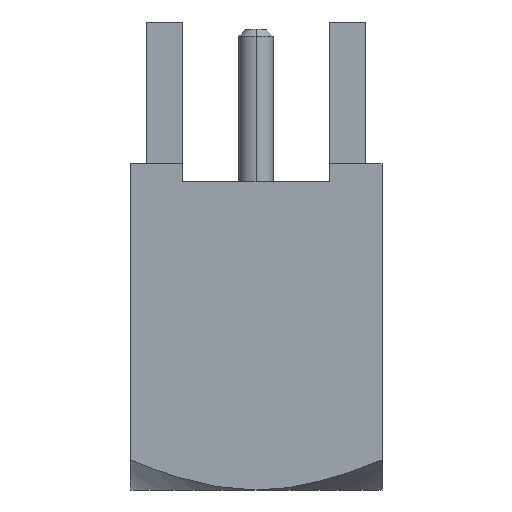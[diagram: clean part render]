
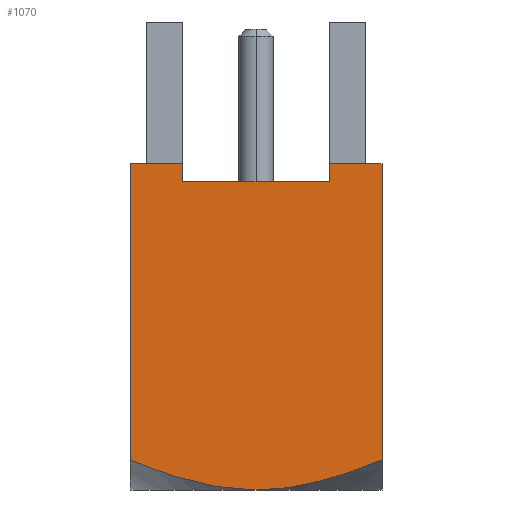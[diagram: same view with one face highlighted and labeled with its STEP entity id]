
A CAD part, front view. The second image highlights one B-rep face of the part: STEP entity #1070.
In plain terms, the highlighted planar face has unit normal (0, -1, 0).
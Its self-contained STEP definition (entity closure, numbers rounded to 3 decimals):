
#44=CARTESIAN_POINT('',(3.5,-3.5,0.837));
#45=CARTESIAN_POINT('',(3.312,-3.5,0.76));
#46=CARTESIAN_POINT('',(2.953,-3.5,0.62));
#47=CARTESIAN_POINT('',(2.476,-3.5,0.452));
#48=CARTESIAN_POINT('',(2.036,-3.5,0.314));
#49=CARTESIAN_POINT('',(1.617,-3.5,0.202));
#50=CARTESIAN_POINT('',(1.21,-3.5,0.114));
#51=CARTESIAN_POINT('',(0.807,-3.5,0.049));
#52=CARTESIAN_POINT('',(0.404,-3.5,0.009));
#53=CARTESIAN_POINT('',(0.135,-3.5,0.));
#54=CARTESIAN_POINT('',(0.,-3.5,0.));
#56=CARTESIAN_POINT('',(0.,-3.5,0.));
#57=CARTESIAN_POINT('',(-0.137,-3.5,0.));
#58=CARTESIAN_POINT('',(-0.411,-3.5,0.009));
#59=CARTESIAN_POINT('',(-0.82,-3.5,0.05));
#60=CARTESIAN_POINT('',(-1.227,-3.5,0.117));
#61=CARTESIAN_POINT('',(-1.636,-3.5,0.206));
#62=CARTESIAN_POINT('',(-2.055,-3.5,0.319));
#63=CARTESIAN_POINT('',(-2.493,-3.5,0.457));
#64=CARTESIAN_POINT('',(-2.963,-3.5,0.624));
#65=CARTESIAN_POINT('',(-3.316,-3.5,0.762));
#66=CARTESIAN_POINT('',(-3.5,-3.5,0.837));
#68=DIRECTION('',(0.,0.,1.));
#69=VECTOR('',#68,0.5);
#70=CARTESIAN_POINT('',(2.03,-3.5,8.56));
#71=LINE('',#70,#69);
#72=DIRECTION('',(0.,0.,-1.));
#73=VECTOR('',#72,8.223);
#74=CARTESIAN_POINT('',(3.5,-3.5,9.06));
#75=LINE('',#74,#73);
#109=DIRECTION('',(0.,0.,-1.));
#110=VECTOR('',#109,8.223);
#111=CARTESIAN_POINT('',(-3.5,-3.5,9.06));
#112=LINE('',#111,#110);
#227=DIRECTION('',(1.,0.,0.));
#228=VECTOR('',#227,4.06);
#229=CARTESIAN_POINT('',(-2.03,-3.5,8.56));
#230=LINE('',#229,#228);
#305=DIRECTION('',(1.,0.,0.));
#306=VECTOR('',#305,1.47);
#307=CARTESIAN_POINT('',(2.03,-3.5,9.06));
#308=LINE('',#307,#306);
#345=DIRECTION('',(0.,0.,1.));
#346=VECTOR('',#345,0.5);
#347=CARTESIAN_POINT('',(-2.03,-3.5,8.56));
#348=LINE('',#347,#346);
#361=DIRECTION('',(1.,0.,0.));
#362=VECTOR('',#361,1.47);
#363=CARTESIAN_POINT('',(-3.5,-3.5,9.06));
#364=LINE('',#363,#362);
#777=CARTESIAN_POINT('',(3.5,-3.5,9.06));
#779=VERTEX_POINT('',#777);
#781=CARTESIAN_POINT('',(2.03,-3.5,9.06));
#782=VERTEX_POINT('',#781);
#783=CARTESIAN_POINT('',(-3.5,-3.5,9.06));
#784=CARTESIAN_POINT('',(-2.03,-3.5,9.06));
#785=VERTEX_POINT('',#783);
#786=VERTEX_POINT('',#784);
#805=CARTESIAN_POINT('',(2.03,-3.5,8.56));
#806=VERTEX_POINT('',#805);
#807=CARTESIAN_POINT('',(-2.03,-3.5,8.56));
#809=VERTEX_POINT('',#807);
#882=CARTESIAN_POINT('',(0.,-3.5,0.));
#884=VERTEX_POINT('',#882);
#889=VERTEX_POINT('',#44);
#890=VERTEX_POINT('',#66);
#1047=CARTESIAN_POINT('',(-3.5,-3.5,0.));
#1048=DIRECTION('',(0.,-1.,0.));
#1049=DIRECTION('',(1.,0.,0.));
#1050=AXIS2_PLACEMENT_3D('',#1047,#1048,#1049);
#1051=PLANE('',#1050);
#1052=ORIENTED_EDGE('',*,*,#1041,.T.);
#1054=ORIENTED_EDGE('',*,*,#1053,.T.);
#1056=ORIENTED_EDGE('',*,*,#1055,.F.);
#1058=ORIENTED_EDGE('',*,*,#1057,.T.);
#1060=ORIENTED_EDGE('',*,*,#1059,.F.);
#1062=ORIENTED_EDGE('',*,*,#1061,.T.);
#1064=ORIENTED_EDGE('',*,*,#1063,.T.);
#1066=ORIENTED_EDGE('',*,*,#1065,.T.);
#1067=ORIENTED_EDGE('',*,*,#1018,.T.);
#1068=EDGE_LOOP('',(#1052,#1054,#1056,#1058,#1060,#1062,#1064,#1066,#1067));
#1069=FACE_OUTER_BOUND('',#1068,.F.);
#1070=ADVANCED_FACE('',(#1069),#1051,.T.);
#55=B_SPLINE_CURVE_WITH_KNOTS('',3,(#44,#45,#46,#47,#48,#49,#50,#51,#52,#53,
#54),.UNSPECIFIED.,.F.,.F.,(4,1,1,1,1,1,1,1,4),(0.,0.125,0.25,0.375,
0.5,0.625,0.75,0.875,1.),.UNSPECIFIED.);
#67=B_SPLINE_CURVE_WITH_KNOTS('',3,(#56,#57,#58,#59,#60,#61,#62,#63,#64,#65,
#66),.UNSPECIFIED.,.F.,.F.,(4,1,1,1,1,1,1,1,4),(0.,0.125,0.25,0.375,
0.5,0.625,0.75,0.875,1.),.UNSPECIFIED.);
#1018=EDGE_CURVE('',#779,#889,#75,.T.);
#1041=EDGE_CURVE('',#889,#884,#55,.T.);
#1053=EDGE_CURVE('',#884,#890,#67,.T.);
#1055=EDGE_CURVE('',#785,#890,#112,.T.);
#1057=EDGE_CURVE('',#785,#786,#364,.T.);
#1059=EDGE_CURVE('',#809,#786,#348,.T.);
#1061=EDGE_CURVE('',#809,#806,#230,.T.);
#1063=EDGE_CURVE('',#806,#782,#71,.T.);
#1065=EDGE_CURVE('',#782,#779,#308,.T.);
